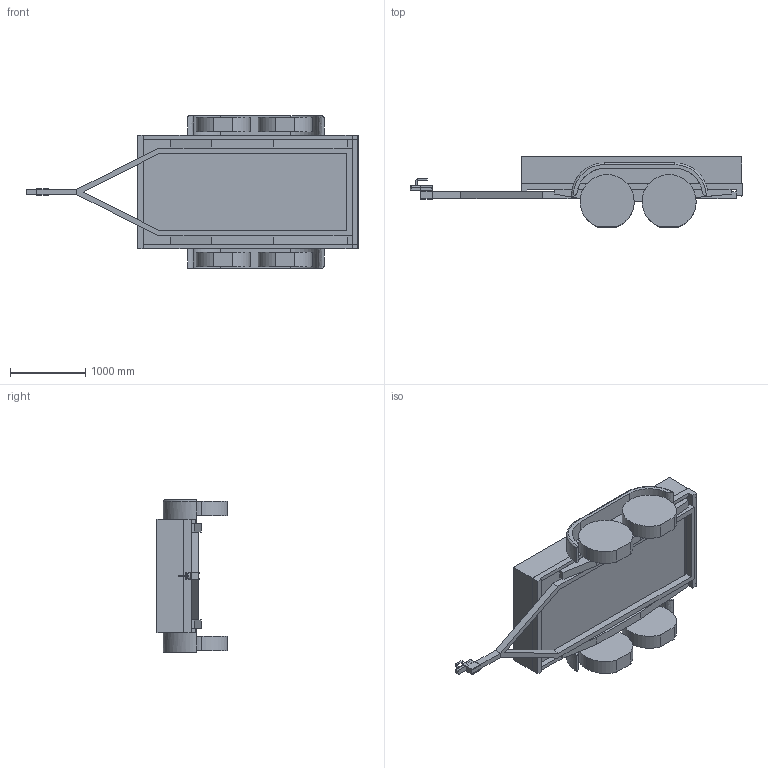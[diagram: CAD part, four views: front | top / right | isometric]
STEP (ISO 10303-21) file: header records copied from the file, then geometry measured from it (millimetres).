
FILE_DESCRIPTION(('FreeCAD Model'),'2;1');
FILE_NAME('Open CASCADE Shape Model','2025-05-04T17:50:15',('FreeCAD'),( 'FreeCAD'),'Open CASCADE STEP processor 7.6','FreeCAD','Unknown');
FILE_SCHEMA(('AUTOMOTIVE_DESIGN { 1 0 10303 214 1 1 1 1 }'));
Length unit declared in the file: millimetre
Products named in the file (1): Open CASCADE STEP translator 7.6 1
Bounding box: 4419.72 x 932.41 x 2027.62 mm (x, y, z)
Volume: 684194087 mm3; surface area: 29867762.8 mm2
Topology: 6 solids, 6 shells, 180 faces, 481 edges, 302 vertices
Faces by surface type: bspline 180
Entity records: 5251 total; most frequent: CARTESIAN_POINT 2416, ORIENTED_EDGE 958, EDGE_CURVE 479, B_SPLINE_CURVE_WITH_KNOTS 385, VERTEX_POINT 302, FACE_BOUND 183, EDGE_LOOP 183, ADVANCED_FACE 180
